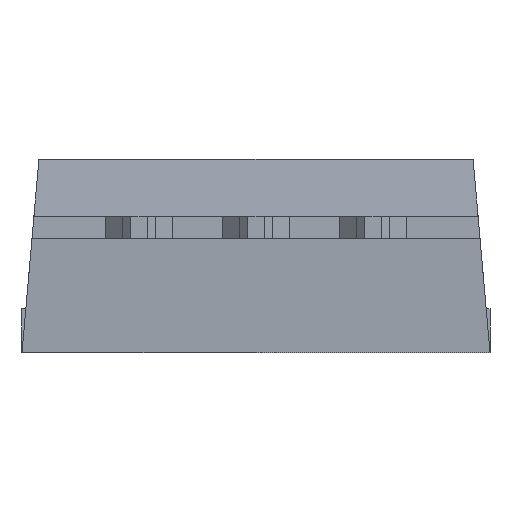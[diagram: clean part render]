
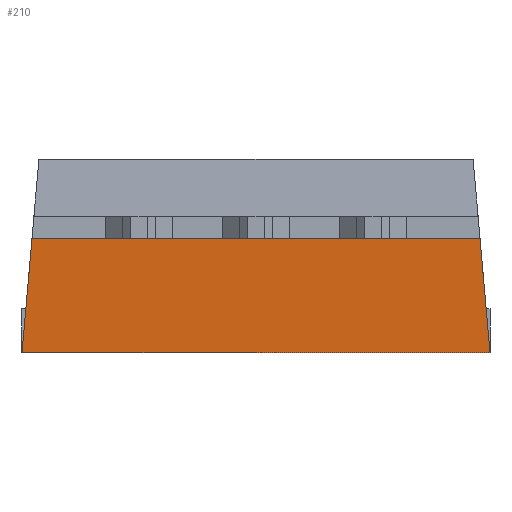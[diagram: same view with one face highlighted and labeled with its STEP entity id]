
A CAD part, front view. The second image highlights one B-rep face of the part: STEP entity #210.
In plain terms, the highlighted planar face has unit normal (0, -0.999, -0.052).
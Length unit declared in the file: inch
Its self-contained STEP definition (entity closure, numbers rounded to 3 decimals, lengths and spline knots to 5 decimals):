
#92 = DIRECTION ( 'NONE',  ( 0., 0.999, 0.052 ) ) ;
#134 = CARTESIAN_POINT ( 'NONE',  ( 0.2, 0.16, -0.0095 ) ) ;
#196 = ORIENTED_EDGE ( 'NONE', *, *, #1627, .F. ) ;
#210 = ADVANCED_FACE ( 'NONE', ( #1041 ), #2283, .F. ) ;
#260 = VECTOR ( 'NONE', #1077, 39.37008 ) ;
#285 = DIRECTION ( 'NONE',  ( 0., -0.052, 0.999 ) ) ;
#314 = AXIS2_PLACEMENT_3D ( 'NONE', #648, #92, #285 ) ;
#472 = LINE ( 'NONE', #730, #729 ) ;
#502 = VERTEX_POINT ( 'NONE', #2181 ) ;
#648 = CARTESIAN_POINT ( 'NONE',  ( 0.2, 0.16, -0.0095 ) ) ;
#720 = ORIENTED_EDGE ( 'NONE', *, *, #1111, .F. ) ;
#729 = VECTOR ( 'NONE', #1100, 39.37008 ) ;
#730 = CARTESIAN_POINT ( 'NONE',  ( 0.2, 0.16511, -0.107 ) ) ;
#920 = LINE ( 'NONE', #2294, #1606 ) ;
#1041 = FACE_OUTER_BOUND ( 'NONE', #1214, .T. ) ;
#1052 = ORIENTED_EDGE ( 'NONE', *, *, #1854, .T. ) ;
#1077 = DIRECTION ( 'NONE',  ( -1., 0., 0. ) ) ;
#1100 = DIRECTION ( 'NONE',  ( -1., 0., 0. ) ) ;
#1111 = EDGE_CURVE ( 'NONE', #2288, #1616, #1822, .T. ) ;
#1119 = LINE ( 'NONE', #134, #260 ) ;
#1167 = VERTEX_POINT ( 'NONE', #2027 ) ;
#1191 = DIRECTION ( 'NONE',  ( 0.087, 0.052, -0.995 ) ) ;
#1214 = EDGE_LOOP ( 'NONE', ( #720, #196, #1730, #1052 ) ) ;
#1606 = VECTOR ( 'NONE', #1191, 39.37008 ) ;
#1616 = VERTEX_POINT ( 'NONE', #2182 ) ;
#1627 = EDGE_CURVE ( 'NONE', #1167, #2288, #472, .T. ) ;
#1730 = ORIENTED_EDGE ( 'NONE', *, *, #2346, .F. ) ;
#1797 = VECTOR ( 'NONE', #2200, 39.37008 ) ;
#1822 = LINE ( 'NONE', #2217, #1797 ) ;
#1854 = EDGE_CURVE ( 'NONE', #502, #1616, #1119, .T. ) ;
#1942 = CARTESIAN_POINT ( 'NONE',  ( -0.2, 0.16511, -0.107 ) ) ;
#2027 = CARTESIAN_POINT ( 'NONE',  ( 0.2, 0.16511, -0.107 ) ) ;
#2181 = CARTESIAN_POINT ( 'NONE',  ( 0.19147, 0.16, -0.0095 ) ) ;
#2182 = CARTESIAN_POINT ( 'NONE',  ( -0.19147, 0.16, -0.0095 ) ) ;
#2200 = DIRECTION ( 'NONE',  ( 0.087, -0.052, 0.995 ) ) ;
#2217 = CARTESIAN_POINT ( 'NONE',  ( -0.1885, 0.15822, 0.0244 ) ) ;
#2283 = PLANE ( 'NONE',  #314 ) ;
#2288 = VERTEX_POINT ( 'NONE', #1942 ) ;
#2294 = CARTESIAN_POINT ( 'NONE',  ( 0.19153, 0.16004, -0.01024 ) ) ;
#2346 = EDGE_CURVE ( 'NONE', #502, #1167, #920, .T. ) ;
